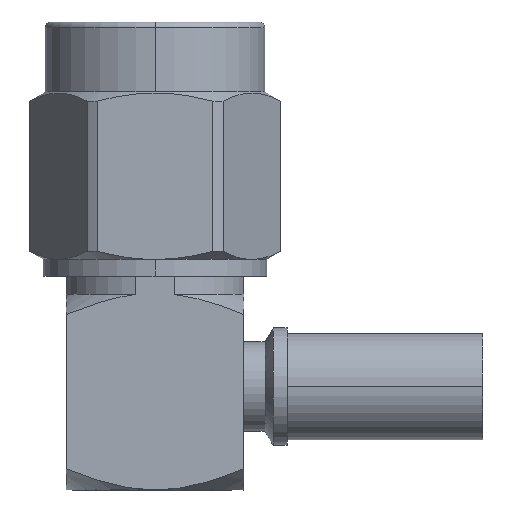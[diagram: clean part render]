
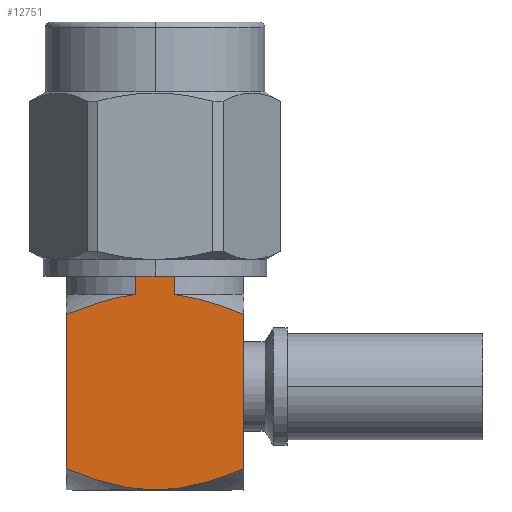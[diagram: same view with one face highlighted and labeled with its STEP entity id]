
A CAD part, left-side view. The second image highlights one B-rep face of the part: STEP entity #12751.
In plain terms, the highlighted planar face has unit normal (-1, 0, 0).
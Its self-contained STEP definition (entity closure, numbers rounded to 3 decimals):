
#100 = CARTESIAN_POINT ( 'NONE',  ( -3.175, -3.175, -7.716 ) ) ;
#199 = VERTEX_POINT ( 'NONE', #292 ) ;
#203 = VECTOR ( 'NONE', #7569, 1000. ) ;
#220 = CARTESIAN_POINT ( 'NONE',  ( -3.175, -3.175, 0. ) ) ;
#292 = CARTESIAN_POINT ( 'NONE',  ( -3.175, -0.694, -6.35 ) ) ;
#478 = LINE ( 'NONE', #9262, #3799 ) ;
#609 = CARTESIAN_POINT ( 'NONE',  ( -3.175, 0.694, -6.35 ) ) ;
#754 = DIRECTION ( 'NONE',  ( 0., 0., 1. ) ) ;
#1141 = CARTESIAN_POINT ( 'NONE',  ( -3.175, -2.15, -13.636 ) ) ;
#1339 = CARTESIAN_POINT ( 'NONE',  ( -3.175, -0.694, 0.398 ) ) ;
#1408 = EDGE_CURVE ( 'NONE', #199, #5749, #1847, .T. ) ;
#1636 = DIRECTION ( 'NONE',  ( 0., 0., -1. ) ) ;
#1847 = LINE ( 'NONE', #1339, #5605 ) ;
#1959 = EDGE_CURVE ( 'NONE', #13540, #4115, #478, .T. ) ;
#2267 = VECTOR ( 'NONE', #4019, 1000. ) ;
#2532 = CARTESIAN_POINT ( 'NONE',  ( -3.175, 3.175, -7.716 ) ) ;
#2572 = CARTESIAN_POINT ( 'NONE',  ( -3.175, -1.091, -13.901 ) ) ;
#2574 = CARTESIAN_POINT ( 'NONE',  ( -3.175, -3.175, 0. ) ) ;
#3171 = CARTESIAN_POINT ( 'NONE',  ( -3.175, -0.694, -7. ) ) ;
#3273 = CARTESIAN_POINT ( 'NONE',  ( -3.175, 3.175, 0. ) ) ;
#3280 = EDGE_CURVE ( 'NONE', #17884, #16029, #8050, .T. ) ;
#3799 = VECTOR ( 'NONE', #754, 1000. ) ;
#3943 = CARTESIAN_POINT ( 'NONE',  ( -3.175, -2.668, -13.448 ) ) ;
#3959 = CARTESIAN_POINT ( 'NONE',  ( -3.175, 3.175, -7.716 ) ) ;
#3980 = CARTESIAN_POINT ( 'NONE',  ( -3.175, 2.369, -7.402 ) ) ;
#4018 = CARTESIAN_POINT ( 'NONE',  ( -3.175, -0.273, -14. ) ) ;
#4019 = DIRECTION ( 'NONE',  ( 0., 0., -1. ) ) ;
#4087 = VECTOR ( 'NONE', #15764, 1000. ) ;
#4115 = VERTEX_POINT ( 'NONE', #609 ) ;
#4519 = LINE ( 'NONE', #17200, #4087 ) ;
#4749 = ORIENTED_EDGE ( 'NONE', *, *, #1408, .F. ) ;
#5328 = CARTESIAN_POINT ( 'NONE',  ( -3.175, 2.774, -7.552 ) ) ;
#5392 = CARTESIAN_POINT ( 'NONE',  ( -3.175, 1.126, -7.053 ) ) ;
#5605 = VECTOR ( 'NONE', #9876, 1000. ) ;
#5749 = VERTEX_POINT ( 'NONE', #12304 ) ;
#6009 = CARTESIAN_POINT ( 'NONE',  ( -3.175, -1.538, -7.15 ) ) ;
#6081 = ORIENTED_EDGE ( 'NONE', *, *, #11591, .F. ) ;
#6545 = CARTESIAN_POINT ( 'NONE',  ( -3.175, 3.175, -13.241 ) ) ;
#6565 = ORIENTED_EDGE ( 'NONE', *, *, #6690, .F. ) ;
#6636 = EDGE_LOOP ( 'NONE', ( #10216, #15564, #18388, #15311, #17841, #15108, #6081, #6565, #4749 ) ) ;
#6690 = EDGE_CURVE ( 'NONE', #5749, #10679, #11319, .T. ) ;
#6858 = FACE_OUTER_BOUND ( 'NONE', #6636, .T. ) ;
#6967 = CARTESIAN_POINT ( 'NONE',  ( -3.175, 0.551, -14. ) ) ;
#7200 = EDGE_CURVE ( 'NONE', #16029, #8827, #15276, .T. ) ;
#7331 = VERTEX_POINT ( 'NONE', #14845 ) ;
#7351 = CARTESIAN_POINT ( 'NONE',  ( -3.175, 0., -14. ) ) ;
#7476 = CARTESIAN_POINT ( 'NONE',  ( -3.175, -2.776, -7.553 ) ) ;
#7569 = DIRECTION ( 'NONE',  ( 0., 0., 1. ) ) ;
#8050 = B_SPLINE_CURVE_WITH_KNOTS ( 'NONE', 3,
 ( #8393, #6967, #16826, #18328, #9856, #6545 ),
 .UNSPECIFIED., .F., .F.,
 ( 4, 2, 4 ),
 ( 0.007, 0.008, 0.01 ),
 .UNSPECIFIED. ) ;
#8393 = CARTESIAN_POINT ( 'NONE',  ( -3.175, 0., -14. ) ) ;
#8827 = VERTEX_POINT ( 'NONE', #3959 ) ;
#9262 = CARTESIAN_POINT ( 'NONE',  ( -3.175, 0.694, 0.398 ) ) ;
#9661 = CARTESIAN_POINT ( 'NONE',  ( -3.175, 0.694, -7. ) ) ;
#9856 = CARTESIAN_POINT ( 'NONE',  ( -3.175, 2.668, -13.448 ) ) ;
#9876 = DIRECTION ( 'NONE',  ( 0., 0., -1. ) ) ;
#9884 = LINE ( 'NONE', #2574, #2267 ) ;
#10157 = DIRECTION ( 'NONE',  ( 1., 0., 0. ) ) ;
#10216 = ORIENTED_EDGE ( 'NONE', *, *, #17849, .F. ) ;
#10304 = B_SPLINE_CURVE_WITH_KNOTS ( 'NONE', 3,
 ( #2532, #5328, #3980, #13913, #5392, #15330 ),
 .UNSPECIFIED., .F., .F.,
 ( 4, 2, 4 ),
 ( 0.004, 0.006, 0.007 ),
 .UNSPECIFIED. ) ;
#10336 = CARTESIAN_POINT ( 'NONE',  ( -3.175, 3.175, -13.241 ) ) ;
#10679 = VERTEX_POINT ( 'NONE', #100 ) ;
#11104 = CARTESIAN_POINT ( 'NONE',  ( -3.175, -1.358, -13.844 ) ) ;
#11279 = AXIS2_PLACEMENT_3D ( 'NONE', #220, #10157, #1636 ) ;
#11319 = B_SPLINE_CURVE_WITH_KNOTS ( 'NONE', 3,
 ( #3171, #17315, #6009, #15950, #7476, #17379 ),
 .UNSPECIFIED., .F., .F.,
 ( 4, 2, 4 ),
 ( 0.008, 0.01, 0.011 ),
 .UNSPECIFIED. ) ;
#11515 = PLANE ( 'NONE',  #11279 ) ;
#11591 = EDGE_CURVE ( 'NONE', #10679, #7331, #9884, .T. ) ;
#12304 = CARTESIAN_POINT ( 'NONE',  ( -3.175, -0.694, -7. ) ) ;
#12515 = CARTESIAN_POINT ( 'NONE',  ( -3.175, -0.55, -13.979 ) ) ;
#12751 = ADVANCED_FACE ( 'NONE', ( #6858 ), #11515, .F. ) ;
#13540 = VERTEX_POINT ( 'NONE', #9661 ) ;
#13913 = CARTESIAN_POINT ( 'NONE',  ( -3.175, 1.545, -7.152 ) ) ;
#13944 = CARTESIAN_POINT ( 'NONE',  ( -3.175, 0., -14. ) ) ;
#13956 = EDGE_CURVE ( 'NONE', #8827, #13540, #10304, .T. ) ;
#14845 = CARTESIAN_POINT ( 'NONE',  ( -3.175, -3.175, -13.241 ) ) ;
#15108 = ORIENTED_EDGE ( 'NONE', *, *, #15495, .F. ) ;
#15276 = LINE ( 'NONE', #3273, #203 ) ;
#15311 = ORIENTED_EDGE ( 'NONE', *, *, #7200, .F. ) ;
#15330 = CARTESIAN_POINT ( 'NONE',  ( -3.175, 0.694, -7. ) ) ;
#15495 = EDGE_CURVE ( 'NONE', #7331, #17884, #16156, .T. ) ;
#15564 = ORIENTED_EDGE ( 'NONE', *, *, #1959, .F. ) ;
#15764 = DIRECTION ( 'NONE',  ( 0., -1., 0. ) ) ;
#15950 = CARTESIAN_POINT ( 'NONE',  ( -3.175, -2.37, -7.402 ) ) ;
#16029 = VERTEX_POINT ( 'NONE', #10336 ) ;
#16156 = B_SPLINE_CURVE_WITH_KNOTS ( 'NONE', 3,
 ( #16724, #3943, #1141, #11104, #2572, #12515, #4018, #13944 ),
 .UNSPECIFIED., .F., .F.,
 ( 4, 2, 2, 4 ),
 ( 0.003, 0.005, 0.006, 0.007 ),
 .UNSPECIFIED. ) ;
#16724 = CARTESIAN_POINT ( 'NONE',  ( -3.175, -3.175, -13.241 ) ) ;
#16826 = CARTESIAN_POINT ( 'NONE',  ( -3.175, 1.089, -13.914 ) ) ;
#17200 = CARTESIAN_POINT ( 'NONE',  ( -3.175, -3.175, -6.35 ) ) ;
#17315 = CARTESIAN_POINT ( 'NONE',  ( -3.175, -1.119, -7.052 ) ) ;
#17379 = CARTESIAN_POINT ( 'NONE',  ( -3.175, -3.175, -7.716 ) ) ;
#17841 = ORIENTED_EDGE ( 'NONE', *, *, #3280, .F. ) ;
#17849 = EDGE_CURVE ( 'NONE', #4115, #199, #4519, .T. ) ;
#17884 = VERTEX_POINT ( 'NONE', #7351 ) ;
#18328 = CARTESIAN_POINT ( 'NONE',  ( -3.175, 2.146, -13.637 ) ) ;
#18388 = ORIENTED_EDGE ( 'NONE', *, *, #13956, .F. ) ;
